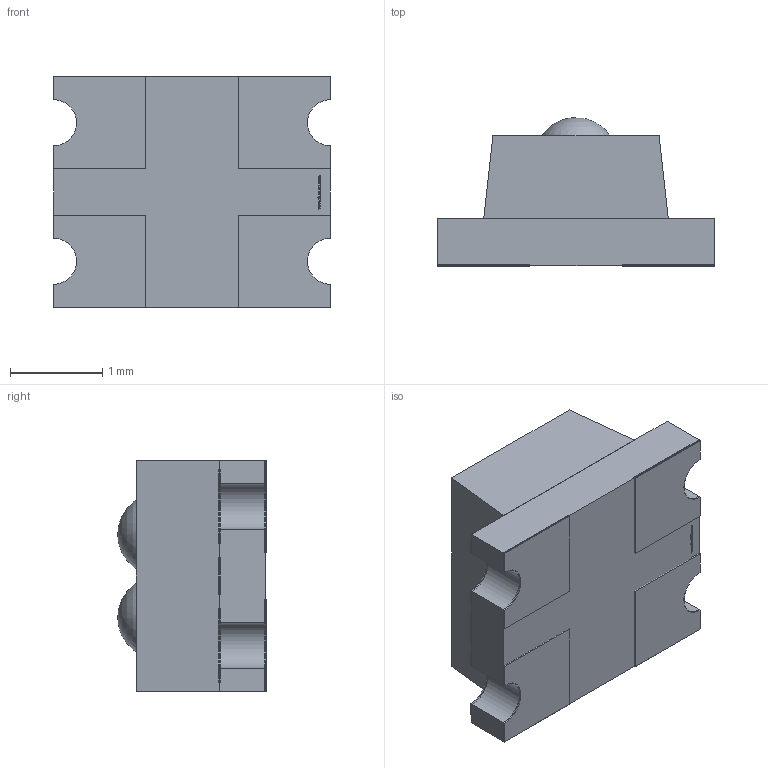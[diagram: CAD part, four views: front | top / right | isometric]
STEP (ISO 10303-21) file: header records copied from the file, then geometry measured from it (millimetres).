
FILE_DESCRIPTION (( 'STEP AP214' ), '1' );
FILE_NAME ('XZxx57-1.STEP', '2015-08-31T18:17:58', ( '' ), ( '' ), 'SwSTEP 2.0', 'SolidWorks 2012', '' );
FILE_SCHEMA (( 'AUTOMOTIVE_DESIGN' ));
Length unit declared in the file: millimetre
Products named in the file (1): XZxx57-1
Bounding box: 3 x 1.61 x 2.5 mm (x, y, z)
Volume: 7.7 mm3; surface area: 49.3 mm2
Topology: 11 solids, 11 shells, 284 faces, 739 edges, 493 vertices
Faces by surface type: plane 187, bspline 69, cylinder 20, cone 6, sphere 2
Entity records: 12166 total; most frequent: CARTESIAN_POINT 5350, ORIENTED_EDGE 1466, DIRECTION 1081, EDGE_CURVE 733, VECTOR 537, LINE 537, VERTEX_POINT 489, EDGE_LOOP 302
